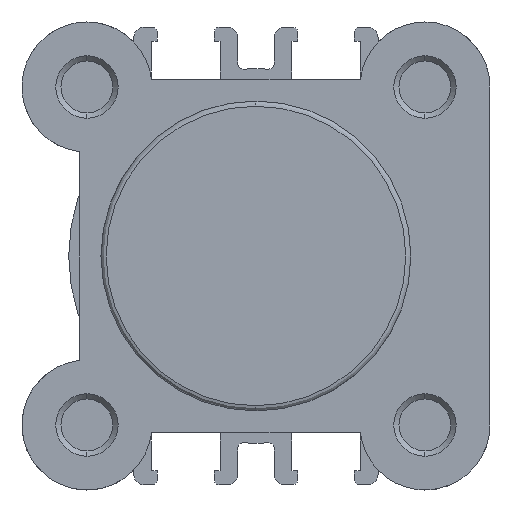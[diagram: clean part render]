
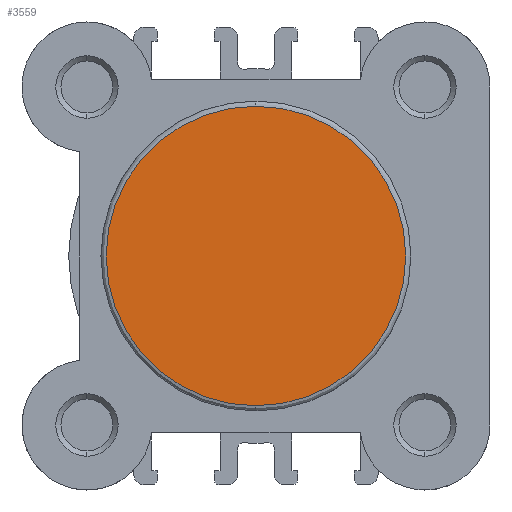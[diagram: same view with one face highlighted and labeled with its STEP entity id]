
A CAD part, left-side view. The second image highlights one B-rep face of the part: STEP entity #3559.
In plain terms, the highlighted planar face has unit normal (-1, 0, 0).
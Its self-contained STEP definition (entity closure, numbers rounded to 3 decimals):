
#309 = CARTESIAN_POINT ( 'NONE',  ( 0., 0., -14.4 ) ) ;
#425 = CARTESIAN_POINT ( 'NONE',  ( 0., 0., 14.4 ) ) ;
#815 = CARTESIAN_POINT ( 'NONE',  ( 0., -14.9, 0. ) ) ;
#816 = PLANE ( 'NONE',  #5135 ) ;
#823 = DIRECTION ( 'NONE',  ( -1., 0., 0. ) ) ;
#824 = DIRECTION ( 'NONE',  ( 0., 0., 1. ) ) ;
#3145 = VERTEX_POINT ( 'NONE', #309 ) ;
#3261 = VERTEX_POINT ( 'NONE', #425 ) ;
#3453 = EDGE_LOOP ( 'NONE', ( #7669, #7673 ) ) ;
#3559 = ADVANCED_FACE ( 'NONE', ( #5551 ), #816, .T. ) ;
#3759 = CIRCLE ( 'NONE', #3964, 14.4 ) ;
#3964 = AXIS2_PLACEMENT_3D ( 'NONE', #7483, #7490, #7491 ) ;
#4764 = EDGE_CURVE ( 'NONE', #3261, #3145, #6428, .T. ) ;
#4840 = EDGE_CURVE ( 'NONE', #3145, #3261, #3759, .T. ) ;
#5135 = AXIS2_PLACEMENT_3D ( 'NONE', #815, #823, #824 ) ;
#5373 = AXIS2_PLACEMENT_3D ( 'NONE', #7274, #7283, #7284 ) ;
#5551 = FACE_OUTER_BOUND ( 'NONE', #3453, .T. ) ;
#6428 = CIRCLE ( 'NONE', #5373, 14.4 ) ;
#7274 = CARTESIAN_POINT ( 'NONE',  ( 0., 0., 0. ) ) ;
#7283 = DIRECTION ( 'NONE',  ( -1., 0., 0. ) ) ;
#7284 = DIRECTION ( 'NONE',  ( 0., 0., 1. ) ) ;
#7483 = CARTESIAN_POINT ( 'NONE',  ( 0., 0., 0. ) ) ;
#7490 = DIRECTION ( 'NONE',  ( -1., 0., 0. ) ) ;
#7491 = DIRECTION ( 'NONE',  ( 0., 0., 1. ) ) ;
#7669 = ORIENTED_EDGE ( 'NONE', *, *, #4764, .T. ) ;
#7673 = ORIENTED_EDGE ( 'NONE', *, *, #4840, .T. ) ;
